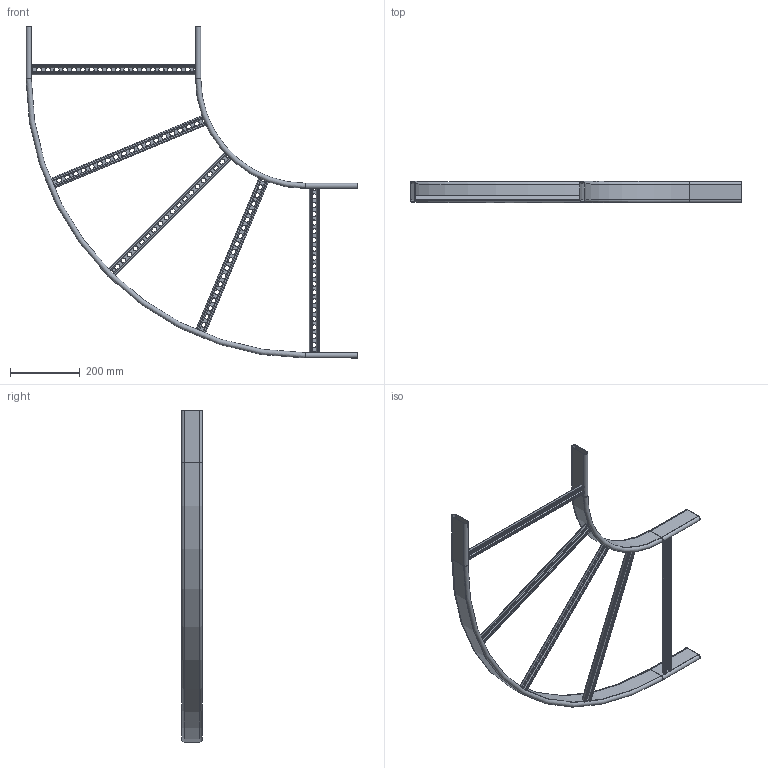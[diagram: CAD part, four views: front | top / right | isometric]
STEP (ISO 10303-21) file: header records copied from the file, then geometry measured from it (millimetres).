
FILE_DESCRIPTION (( 'STEP AP203' ), '1' );
FILE_NAME ('10-02-1414.STEP', '2013-05-02T09:45:28', ( 'asennus' ), ( '' ), 'SwSTEP 2.0', 'SolidWorks 2013', '' );
FILE_SCHEMA (( 'CONFIG_CONTROL_DESIGN' ));
Length unit declared in the file: millimetre
Products named in the file (1): 10-02-1414
Bounding box: 950 x 60 x 950 mm (x, y, z)
Volume: 454719.2 mm3; surface area: 919220.6 mm2
Topology: 7 solids, 7 shells, 712 faces, 1822 edges, 1124 vertices
Faces by surface type: plane 420, cylinder 284, torus 8
Entity records: 21731 total; most frequent: DIRECTION 3816, CARTESIAN_POINT 3659, ORIENTED_EDGE 3644, EDGE_CURVE 1822, AXIS2_PLACEMENT_3D 1281, VECTOR 1254, LINE 1254, VERTEX_POINT 1124
